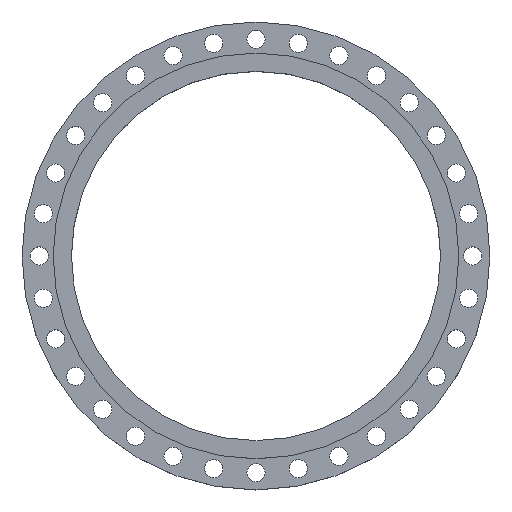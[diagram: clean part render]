
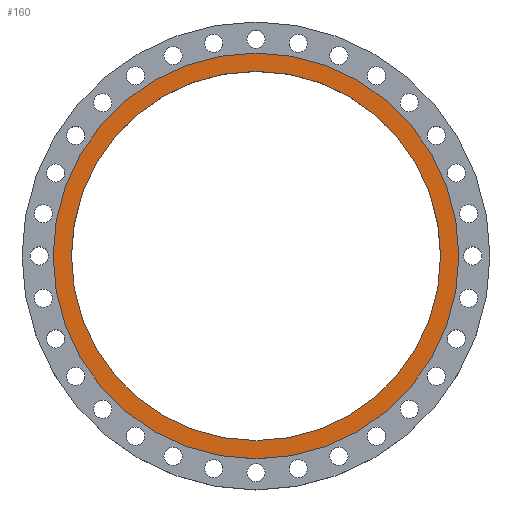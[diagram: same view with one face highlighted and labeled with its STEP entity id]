
A CAD part, top view. The second image highlights one B-rep face of the part: STEP entity #160.
In plain terms, the highlighted planar face has unit normal (0, 0, 1).
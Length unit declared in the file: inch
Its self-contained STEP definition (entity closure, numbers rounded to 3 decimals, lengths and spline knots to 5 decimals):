
#57 = DIRECTION ( 'NONE',  ( 0., 0., 1. ) ) ;
#160 = ADVANCED_FACE ( 'NONE', ( #1896, #2154 ), #173, .F. ) ;
#162 = VERTEX_POINT ( 'NONE', #575 ) ;
#173 = PLANE ( 'NONE',  #2541 ) ;
#203 = EDGE_CURVE ( 'NONE', #2449, #2694, #1890, .T. ) ;
#339 = DIRECTION ( 'NONE',  ( 0., 0., 1. ) ) ;
#345 = CARTESIAN_POINT ( 'NONE',  ( 0., 21.5, 0. ) ) ;
#435 = CARTESIAN_POINT ( 'NONE',  ( 23.625, 0., 0. ) ) ;
#446 = CARTESIAN_POINT ( 'NONE',  ( 0., 0., 0. ) ) ;
#455 = AXIS2_PLACEMENT_3D ( 'NONE', #827, #339, #1918 ) ;
#481 = DIRECTION ( 'NONE',  ( 0., 0., 1. ) ) ;
#575 = CARTESIAN_POINT ( 'NONE',  ( -21.5, 0., 0. ) ) ;
#595 = ORIENTED_EDGE ( 'NONE', *, *, #203, .T. ) ;
#794 = EDGE_LOOP ( 'NONE', ( #595, #2672 ) ) ;
#827 = CARTESIAN_POINT ( 'NONE',  ( 0., 0., 0. ) ) ;
#859 = DIRECTION ( 'NONE',  ( 1., 0., 0. ) ) ;
#948 = EDGE_CURVE ( 'NONE', #2000, #162, #1805, .T. ) ;
#1087 = CARTESIAN_POINT ( 'NONE',  ( 0., 0., 0. ) ) ;
#1198 = EDGE_CURVE ( 'NONE', #162, #2000, #2366, .T. ) ;
#1390 = DIRECTION ( 'NONE',  ( 1., 0., 0. ) ) ;
#1424 = CIRCLE ( 'NONE', #455, 23.625 ) ;
#1489 = CARTESIAN_POINT ( 'NONE',  ( 0., 0., 0. ) ) ;
#1766 = AXIS2_PLACEMENT_3D ( 'NONE', #446, #2503, #1390 ) ;
#1781 = DIRECTION ( 'NONE',  ( 1., 0., 0. ) ) ;
#1805 = CIRCLE ( 'NONE', #1766, 21.5 ) ;
#1822 = ORIENTED_EDGE ( 'NONE', *, *, #948, .F. ) ;
#1890 = CIRCLE ( 'NONE', #2213, 23.625 ) ;
#1896 = FACE_BOUND ( 'NONE', #2578, .T. ) ;
#1918 = DIRECTION ( 'NONE',  ( 1., 0., 0. ) ) ;
#1922 = DIRECTION ( 'NONE',  ( -1., 0., 0. ) ) ;
#2000 = VERTEX_POINT ( 'NONE', #2106 ) ;
#2106 = CARTESIAN_POINT ( 'NONE',  ( 21.5, 0., 0. ) ) ;
#2154 = FACE_OUTER_BOUND ( 'NONE', #794, .T. ) ;
#2178 = EDGE_CURVE ( 'NONE', #2694, #2449, #1424, .T. ) ;
#2213 = AXIS2_PLACEMENT_3D ( 'NONE', #1489, #57, #859 ) ;
#2366 = CIRCLE ( 'NONE', #2595, 21.5 ) ;
#2449 = VERTEX_POINT ( 'NONE', #435 ) ;
#2503 = DIRECTION ( 'NONE',  ( 0., 0., 1. ) ) ;
#2541 = AXIS2_PLACEMENT_3D ( 'NONE', #345, #2573, #1922 ) ;
#2573 = DIRECTION ( 'NONE',  ( 0., 0., -1. ) ) ;
#2578 = EDGE_LOOP ( 'NONE', ( #1822, #2733 ) ) ;
#2595 = AXIS2_PLACEMENT_3D ( 'NONE', #1087, #481, #1781 ) ;
#2643 = CARTESIAN_POINT ( 'NONE',  ( -23.625, 0., 0. ) ) ;
#2672 = ORIENTED_EDGE ( 'NONE', *, *, #2178, .T. ) ;
#2694 = VERTEX_POINT ( 'NONE', #2643 ) ;
#2733 = ORIENTED_EDGE ( 'NONE', *, *, #1198, .F. ) ;
